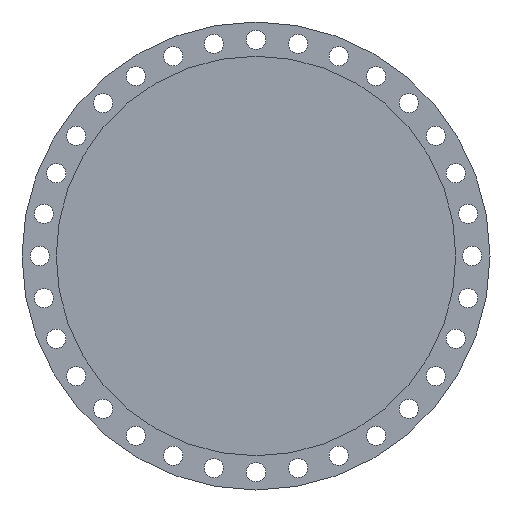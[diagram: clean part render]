
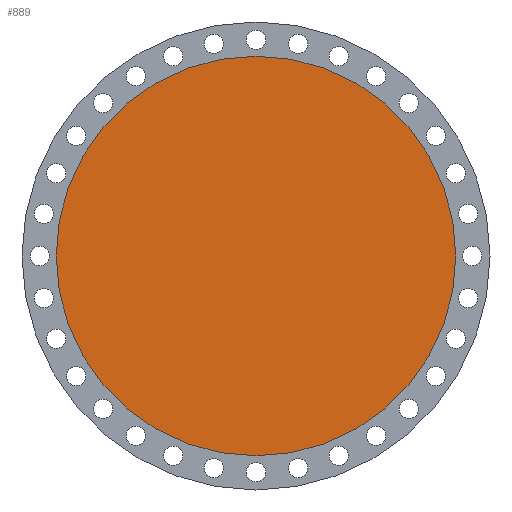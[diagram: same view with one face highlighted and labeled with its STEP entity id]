
A CAD part, left-side view. The second image highlights one B-rep face of the part: STEP entity #889.
In plain terms, the highlighted planar face has unit normal (-1, 0, 0).
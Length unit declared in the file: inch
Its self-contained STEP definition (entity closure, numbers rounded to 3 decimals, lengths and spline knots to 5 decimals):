
#20 = DIRECTION ( 'NONE',  ( 0., 0., 1. ) ) ;
#141 = EDGE_LOOP ( 'NONE', ( #1996, #877 ) ) ;
#349 = EDGE_CURVE ( 'NONE', #1742, #1085, #1833, .T. ) ;
#437 = DIRECTION ( 'NONE',  ( 0., 0., 1. ) ) ;
#550 = AXIS2_PLACEMENT_3D ( 'NONE', #2024, #1823, #20 ) ;
#611 = PLANE ( 'NONE',  #550 ) ;
#664 = EDGE_CURVE ( 'NONE', #1085, #1742, #1747, .T. ) ;
#865 = DIRECTION ( 'NONE',  ( 0., 0., 1. ) ) ;
#877 = ORIENTED_EDGE ( 'NONE', *, *, #664, .T. ) ;
#889 = ADVANCED_FACE ( 'NONE', ( #1422 ), #611, .T. ) ;
#964 = CARTESIAN_POINT ( 'NONE',  ( 0., 0., -18.25 ) ) ;
#1085 = VERTEX_POINT ( 'NONE', #964 ) ;
#1295 = AXIS2_PLACEMENT_3D ( 'NONE', #1625, #2446, #437 ) ;
#1376 = AXIS2_PLACEMENT_3D ( 'NONE', #1458, #1677, #865 ) ;
#1422 = FACE_OUTER_BOUND ( 'NONE', #141, .T. ) ;
#1458 = CARTESIAN_POINT ( 'NONE',  ( 0., 0., 0. ) ) ;
#1625 = CARTESIAN_POINT ( 'NONE',  ( 0., 0., 0. ) ) ;
#1677 = DIRECTION ( 'NONE',  ( -1., 0., 0. ) ) ;
#1742 = VERTEX_POINT ( 'NONE', #2212 ) ;
#1747 = CIRCLE ( 'NONE', #1295, 18.25 ) ;
#1823 = DIRECTION ( 'NONE',  ( -1., 0., 0. ) ) ;
#1833 = CIRCLE ( 'NONE', #1376, 18.25 ) ;
#1996 = ORIENTED_EDGE ( 'NONE', *, *, #349, .T. ) ;
#2024 = CARTESIAN_POINT ( 'NONE',  ( 0., 0., 0. ) ) ;
#2212 = CARTESIAN_POINT ( 'NONE',  ( 0., 0., 18.25 ) ) ;
#2446 = DIRECTION ( 'NONE',  ( -1., 0., 0. ) ) ;
